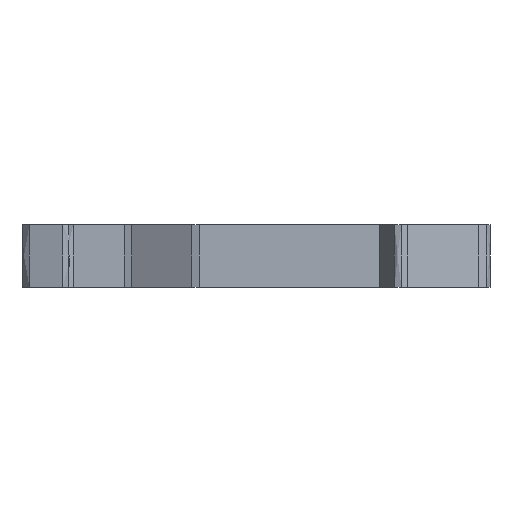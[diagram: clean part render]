
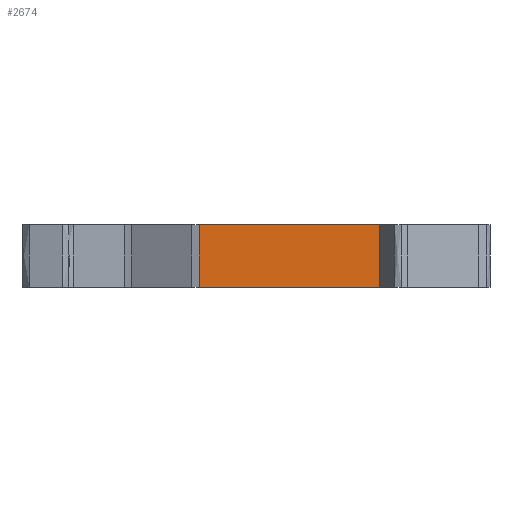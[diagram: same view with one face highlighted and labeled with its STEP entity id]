
A CAD part, left-side view. The second image highlights one B-rep face of the part: STEP entity #2674.
In plain terms, the highlighted free-form (B-spline) face has degree [1, 1] with [2, 2] control points.
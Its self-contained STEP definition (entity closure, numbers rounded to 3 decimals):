
#417=CARTESIAN_POINT('',(-28.998,-17.229,-6.171));
#418=VERTEX_POINT('',#417);
#424=CARTESIAN_POINT('',(-28.998,0.426,-6.171));
#425=VERTEX_POINT('',#424);
#426=CARTESIAN_POINT('',(-28.998,-17.229,-6.171));
#427=CARTESIAN_POINT('',(-28.998,0.426,-6.171));
#428=B_SPLINE_CURVE_WITH_KNOTS('',1,(#426,#427),.POLYLINE_FORM.,.F.,.U.,(2,2),(0.,1.),.UNSPECIFIED.);
#429=EDGE_CURVE('',#418,#425,#428,.T.);
#887=CARTESIAN_POINT('',(-28.998,0.426,0.));
#888=VERTEX_POINT('',#887);
#895=CARTESIAN_POINT('',(-28.998,-17.229,0.));
#896=VERTEX_POINT('',#895);
#897=CARTESIAN_POINT('',(-28.998,0.426,0.));
#898=CARTESIAN_POINT('',(-28.998,-17.229,0.));
#899=B_SPLINE_CURVE_WITH_KNOTS('',1,(#897,#898),.POLYLINE_FORM.,.F.,.U.,(2,2),(0.,1.),.UNSPECIFIED.);
#900=EDGE_CURVE('',#888,#896,#899,.T.);
#1354=CARTESIAN_POINT('',(-28.998,-17.229,-6.171));
#1355=CARTESIAN_POINT('',(-28.998,-17.229,0.));
#1356=B_SPLINE_CURVE_WITH_KNOTS('',1,(#1354,#1355),.POLYLINE_FORM.,.F.,.U.,(2,2),(0.,1.),.UNSPECIFIED.);
#1357=EDGE_CURVE('',#418,#896,#1356,.T.);
#1390=CARTESIAN_POINT('',(-28.998,0.426,0.));
#1391=CARTESIAN_POINT('',(-28.998,0.426,-6.171));
#1392=B_SPLINE_CURVE_WITH_KNOTS('',1,(#1390,#1391),.POLYLINE_FORM.,.F.,.U.,(2,2),(0.,1.),.UNSPECIFIED.);
#1393=EDGE_CURVE('',#888,#425,#1392,.T.);
#2663=CARTESIAN_POINT('',(-28.998,-17.229,-6.171));
#2664=CARTESIAN_POINT('',(-28.998,-17.229,0.));
#2665=CARTESIAN_POINT('',(-28.998,0.426,-6.171));
#2666=CARTESIAN_POINT('',(-28.998,0.426,0.));
#2667=B_SPLINE_SURFACE_WITH_KNOTS('',1,1,((#2663,#2664),(#2665,#2666)),.PLANE_SURF.,.F.,.F.,.U.,(2,2),(2,2),(0.,1.),(0.,1.),.UNSPECIFIED.);
#2668=ORIENTED_EDGE('',*,*,#429,.T.);
#2669=ORIENTED_EDGE('',*,*,#1393,.F.);
#2670=ORIENTED_EDGE('',*,*,#900,.T.);
#2671=ORIENTED_EDGE('',*,*,#1357,.F.);
#2672=EDGE_LOOP('',(#2668,#2669,#2670,#2671));
#2673=FACE_OUTER_BOUND('',#2672,.F.);
#2674=ADVANCED_FACE('',(#2673),#2667,.F.);
